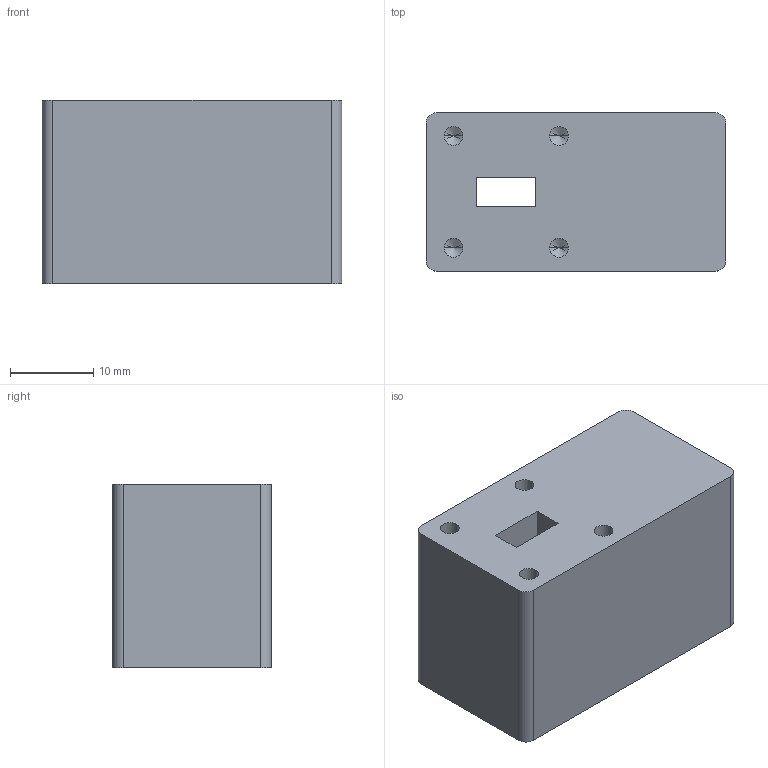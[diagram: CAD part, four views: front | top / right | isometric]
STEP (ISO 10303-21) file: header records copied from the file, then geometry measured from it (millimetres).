
FILE_DESCRIPTION (( 'STEP AP214' ), '1' );
FILE_NAME ('NF-IA-DB1.STEP', '2019-01-15T20:51:05', ( '' ), ( '' ), 'SwSTEP 2.0', 'SolidWorks 2016', '' );
FILE_SCHEMA (( 'AUTOMOTIVE_DESIGN' ));
Length unit declared in the file: inch
Products named in the file (1): NF-IA-DB1
Bounding box: 36.07 x 19.05 x 22.1 mm (x, y, z)
Volume: 14431.7 mm3; surface area: 4459.7 mm2
Topology: 1 solids, 1 shells, 46 faces, 116 edges, 64 vertices
Faces by surface type: cylinder 20, cone 16, plane 10
Entity records: 1512 total; most frequent: DIRECTION 234, CARTESIAN_POINT 211, ORIENTED_EDGE 200, EDGE_CURVE 100, AXIS2_PLACEMENT_3D 87, VERTEX_POINT 64, VECTOR 60, LINE 60
